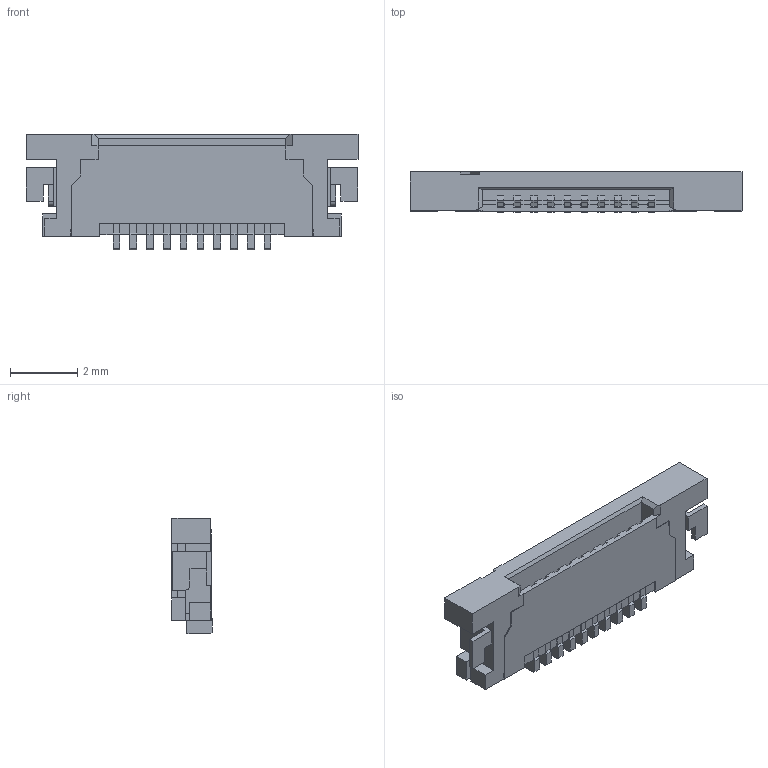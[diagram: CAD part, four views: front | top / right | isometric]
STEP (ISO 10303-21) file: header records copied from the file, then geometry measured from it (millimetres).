
FILE_DESCRIPTION (( 'STEP AP203' ), '1' );
FILE_NAME ('XF2L_1035_1A.step', '2011-02-19T19:38:54', ( 'OSMC1.0 ' ), ( ' ' ), 'SwSTEP 2.0', 'SolidWorks 2002025', '' );
FILE_SCHEMA (( 'CONFIG_CONTROL_DESIGN' ));
Length unit declared in the file: millimetre
Products named in the file (1): XF2L_1035_1A
Bounding box: 9.9 x 1.2 x 3.45 mm (x, y, z)
Volume: 26.1 mm3; surface area: 147.8 mm2
Topology: 1 solids, 1 shells, 415 faces, 1159 edges, 756 vertices
Faces by surface type: plane 413, cylinder 2
Entity records: 13054 total; most frequent: CARTESIAN_POINT 2331, ORIENTED_EDGE 2318, DIRECTION 1995, EDGE_CURVE 1159, LINE 1155, VECTOR 1155, VERTEX_POINT 756, EDGE_LOOP 425
